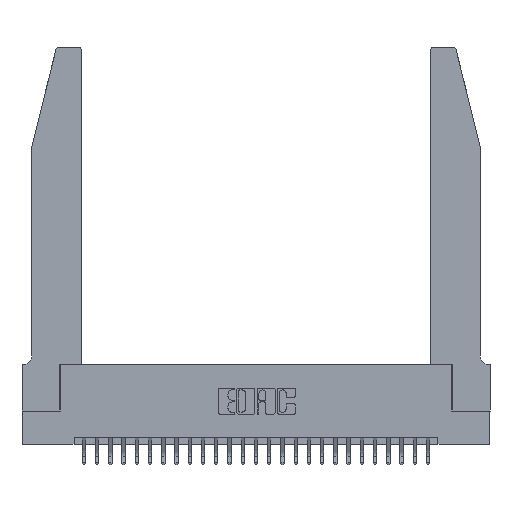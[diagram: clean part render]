
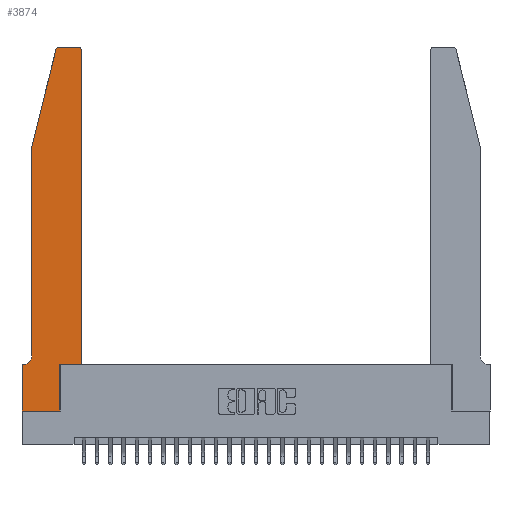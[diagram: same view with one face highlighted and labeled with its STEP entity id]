
A CAD part, top view. The second image highlights one B-rep face of the part: STEP entity #3874.
In plain terms, the highlighted planar face has unit normal (0, 0, 1).
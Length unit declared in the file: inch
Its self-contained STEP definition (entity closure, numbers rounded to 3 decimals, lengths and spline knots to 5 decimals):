
#84 = EDGE_LOOP ( 'NONE', ( #23355, #6254, #24360, #1181, #15215, #24534, #19119, #1931, #2086, #24674, #15774, #8835 ) ) ;
#107 = CARTESIAN_POINT ( 'NONE',  ( 0.284, 2.72, 0.37 ) ) ;
#431 = EDGE_CURVE ( 'NONE', #26662, #2221, #26519, .T. ) ;
#701 = DIRECTION ( 'NONE',  ( -1., 0., 0. ) ) ;
#1181 = ORIENTED_EDGE ( 'NONE', *, *, #26219, .T. ) ;
#1212 = EDGE_CURVE ( 'NONE', #17057, #6633, #2944, .T. ) ;
#1429 = AXIS2_PLACEMENT_3D ( 'NONE', #10980, #26133, #13184 ) ;
#1853 = DIRECTION ( 'NONE',  ( -1., 0., 0. ) ) ;
#1931 = ORIENTED_EDGE ( 'NONE', *, *, #23095, .T. ) ;
#2086 = ORIENTED_EDGE ( 'NONE', *, *, #431, .T. ) ;
#2221 = VERTEX_POINT ( 'NONE', #19155 ) ;
#2344 = DIRECTION ( 'NONE',  ( 1., 0., 0. ) ) ;
#2547 = VERTEX_POINT ( 'NONE', #25651 ) ;
#2944 = LINE ( 'NONE', #11795, #19765 ) ;
#3874 = ADVANCED_FACE ( 'NONE', ( #6945 ), #8399, .T. ) ;
#4018 = DIRECTION ( 'NONE',  ( 0., -1., 0. ) ) ;
#4620 = VECTOR ( 'NONE', #1853, 39.37008 ) ;
#4703 = CARTESIAN_POINT ( 'NONE',  ( 0., 0.35, 0.37 ) ) ;
#5505 = CARTESIAN_POINT ( 'NONE',  ( 0.2865, 0., 0.37 ) ) ;
#5573 = VERTEX_POINT ( 'NONE', #7753 ) ;
#5860 = CARTESIAN_POINT ( 'NONE',  ( 0.25487, 2.72718, 0.37 ) ) ;
#6142 = CARTESIAN_POINT ( 'NONE',  ( 0., 0.35, 0.37 ) ) ;
#6254 = ORIENTED_EDGE ( 'NONE', *, *, #18273, .T. ) ;
#6633 = VERTEX_POINT ( 'NONE', #7012 ) ;
#6945 = FACE_OUTER_BOUND ( 'NONE', #84, .T. ) ;
#7012 = CARTESIAN_POINT ( 'NONE',  ( 0., 0., 0.37 ) ) ;
#7460 = VECTOR ( 'NONE', #15247, 39.37008 ) ;
#7615 = LINE ( 'NONE', #11629, #24300 ) ;
#7662 = AXIS2_PLACEMENT_3D ( 'NONE', #21994, #8992, #24190 ) ;
#7720 = EDGE_CURVE ( 'NONE', #18845, #20349, #24205, .T. ) ;
#7753 = CARTESIAN_POINT ( 'NONE',  ( 0.0055, 0.35, 0.37 ) ) ;
#7930 = CARTESIAN_POINT ( 'NONE',  ( 0.4505, 0.35, 0.37 ) ) ;
#8095 = LINE ( 'NONE', #10864, #13236 ) ;
#8213 = AXIS2_PLACEMENT_3D ( 'NONE', #107, #15513, #2344 ) ;
#8399 = PLANE ( 'NONE',  #28102 ) ;
#8835 = ORIENTED_EDGE ( 'NONE', *, *, #7720, .T. ) ;
#8992 = DIRECTION ( 'NONE',  ( 0., 0., 1. ) ) ;
#9137 = LINE ( 'NONE', #12827, #4620 ) ;
#9292 = DIRECTION ( 'NONE',  ( 0., 1., 0. ) ) ;
#9913 = CIRCLE ( 'NONE', #8213, 0.03 ) ;
#10492 = LINE ( 'NONE', #13020, #21364 ) ;
#10602 = DIRECTION ( 'NONE',  ( 1., 0., 0. ) ) ;
#10864 = CARTESIAN_POINT ( 'NONE',  ( 0.0755, 2., 0.37 ) ) ;
#10980 = CARTESIAN_POINT ( 'NONE',  ( 0.0055, 0.42, 0.37 ) ) ;
#11629 = CARTESIAN_POINT ( 'NONE',  ( 0., 0., 0.37 ) ) ;
#11795 = CARTESIAN_POINT ( 'NONE',  ( 0., 0., 0.37 ) ) ;
#12089 = EDGE_CURVE ( 'NONE', #18790, #5573, #26343, .T. ) ;
#12131 = VERTEX_POINT ( 'NONE', #13274 ) ;
#12827 = CARTESIAN_POINT ( 'NONE',  ( 0.2605, 2.75, 0.37 ) ) ;
#13020 = CARTESIAN_POINT ( 'NONE',  ( 0.4505, 0.35, 0.37 ) ) ;
#13055 = CARTESIAN_POINT ( 'NONE',  ( 0.0755, 2., 0.37 ) ) ;
#13184 = DIRECTION ( 'NONE',  ( -1., 0., 0. ) ) ;
#13236 = VECTOR ( 'NONE', #28135, 39.37008 ) ;
#13274 = CARTESIAN_POINT ( 'NONE',  ( 0.0755, 2., 0.37 ) ) ;
#13830 = DIRECTION ( 'NONE',  ( 1., 0., 0. ) ) ;
#14253 = VECTOR ( 'NONE', #17515, 39.37008 ) ;
#14487 = CARTESIAN_POINT ( 'NONE',  ( 0.2865, 0.35, 0.37 ) ) ;
#14923 = EDGE_CURVE ( 'NONE', #5573, #17057, #20495, .T. ) ;
#14925 = LINE ( 'NONE', #28175, #14253 ) ;
#15215 = ORIENTED_EDGE ( 'NONE', *, *, #12089, .T. ) ;
#15216 = DIRECTION ( 'NONE',  ( 1., 0., 0. ) ) ;
#15247 = DIRECTION ( 'NONE',  ( 0., -1., 0. ) ) ;
#15513 = DIRECTION ( 'NONE',  ( 0., 0., 1. ) ) ;
#15774 = ORIENTED_EDGE ( 'NONE', *, *, #21191, .T. ) ;
#16077 = CARTESIAN_POINT ( 'NONE',  ( 0.0755, 0.35, 0.37 ) ) ;
#17057 = VERTEX_POINT ( 'NONE', #4703 ) ;
#17515 = DIRECTION ( 'NONE',  ( 0., 1., 0. ) ) ;
#17581 = EDGE_CURVE ( 'NONE', #19853, #12131, #8095, .T. ) ;
#18273 = EDGE_CURVE ( 'NONE', #2547, #19853, #9913, .T. ) ;
#18790 = VERTEX_POINT ( 'NONE', #23619 ) ;
#18845 = VERTEX_POINT ( 'NONE', #19583 ) ;
#19119 = ORIENTED_EDGE ( 'NONE', *, *, #1212, .T. ) ;
#19155 = CARTESIAN_POINT ( 'NONE',  ( 0.2865, 0.35, 0.37 ) ) ;
#19583 = CARTESIAN_POINT ( 'NONE',  ( 0.4505, 2.72, 0.37 ) ) ;
#19765 = VECTOR ( 'NONE', #4018, 39.37008 ) ;
#19853 = VERTEX_POINT ( 'NONE', #5860 ) ;
#20349 = VERTEX_POINT ( 'NONE', #25198 ) ;
#20495 = LINE ( 'NONE', #16077, #26857 ) ;
#20810 = VECTOR ( 'NONE', #9292, 39.37008 ) ;
#21152 = EDGE_CURVE ( 'NONE', #2221, #23737, #10492, .T. ) ;
#21191 = EDGE_CURVE ( 'NONE', #23737, #18845, #14925, .T. ) ;
#21364 = VECTOR ( 'NONE', #15216, 39.37008 ) ;
#21994 = CARTESIAN_POINT ( 'NONE',  ( 0.4205, 2.72, 0.37 ) ) ;
#23095 = EDGE_CURVE ( 'NONE', #6633, #26662, #7615, .T. ) ;
#23355 = ORIENTED_EDGE ( 'NONE', *, *, #26898, .T. ) ;
#23599 = DIRECTION ( 'NONE',  ( 0., 0., 1. ) ) ;
#23619 = CARTESIAN_POINT ( 'NONE',  ( 0.0755, 0.42, 0.37 ) ) ;
#23737 = VERTEX_POINT ( 'NONE', #7930 ) ;
#24190 = DIRECTION ( 'NONE',  ( 1., 0., 0. ) ) ;
#24205 = CIRCLE ( 'NONE', #7662, 0.03 ) ;
#24300 = VECTOR ( 'NONE', #13830, 39.37008 ) ;
#24360 = ORIENTED_EDGE ( 'NONE', *, *, #17581, .T. ) ;
#24534 = ORIENTED_EDGE ( 'NONE', *, *, #14923, .T. ) ;
#24674 = ORIENTED_EDGE ( 'NONE', *, *, #21152, .T. ) ;
#24832 = LINE ( 'NONE', #13055, #7460 ) ;
#25198 = CARTESIAN_POINT ( 'NONE',  ( 0.4205, 2.75, 0.37 ) ) ;
#25651 = CARTESIAN_POINT ( 'NONE',  ( 0.284, 2.75, 0.37 ) ) ;
#26133 = DIRECTION ( 'NONE',  ( 0., 0., -1. ) ) ;
#26219 = EDGE_CURVE ( 'NONE', #12131, #18790, #24832, .T. ) ;
#26343 = CIRCLE ( 'NONE', #1429, 0.07 ) ;
#26519 = LINE ( 'NONE', #14487, #20810 ) ;
#26662 = VERTEX_POINT ( 'NONE', #5505 ) ;
#26857 = VECTOR ( 'NONE', #701, 39.37008 ) ;
#26898 = EDGE_CURVE ( 'NONE', #20349, #2547, #9137, .T. ) ;
#28102 = AXIS2_PLACEMENT_3D ( 'NONE', #6142, #23599, #10602 ) ;
#28135 = DIRECTION ( 'NONE',  ( -0.239, -0.971, 0. ) ) ;
#28175 = CARTESIAN_POINT ( 'NONE',  ( 0.4505, 0.35, 0.37 ) ) ;
